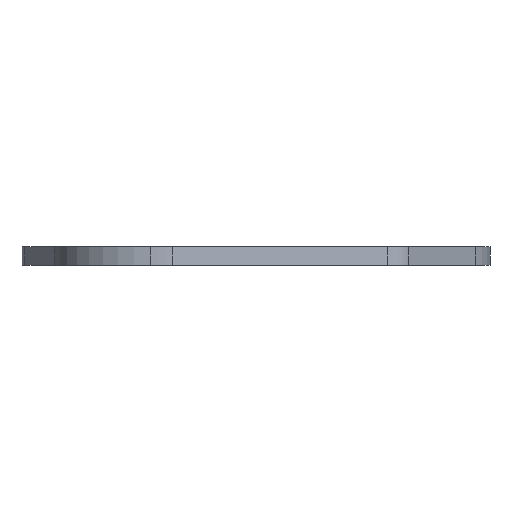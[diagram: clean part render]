
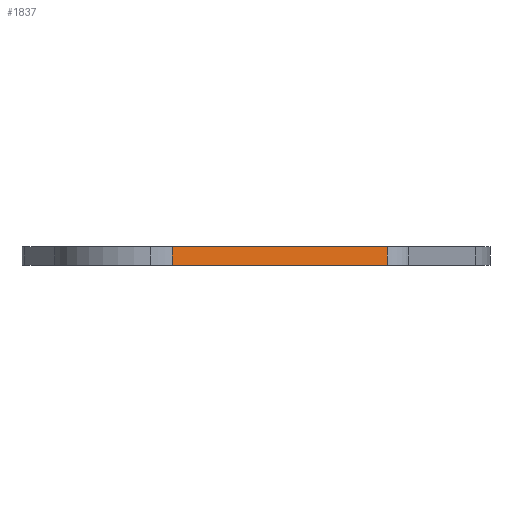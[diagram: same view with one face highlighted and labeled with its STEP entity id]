
A CAD part, left-side view. The second image highlights one B-rep face of the part: STEP entity #1837.
In plain terms, the highlighted planar face has unit normal (-0.976, -0.219, 0).
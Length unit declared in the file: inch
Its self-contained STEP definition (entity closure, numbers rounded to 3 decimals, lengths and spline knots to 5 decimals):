
#23 = DIRECTION ( 'NONE',  ( 0., 0., -1. ) ) ;
#159 = VECTOR ( 'NONE', #23, 39.37008 ) ;
#287 = VERTEX_POINT ( 'NONE', #2321 ) ;
#361 = VERTEX_POINT ( 'NONE', #8906 ) ;
#768 = PLANE ( 'NONE',  #1678 ) ;
#831 = CARTESIAN_POINT ( 'NONE',  ( -3.06118, 2.7306, 0.12 ) ) ;
#1024 = CARTESIAN_POINT ( 'NONE',  ( -2.42688, -0.0958, 0.12 ) ) ;
#1516 = EDGE_LOOP ( 'NONE', ( #2834, #3055, #2895, #1594 ) ) ;
#1594 = ORIENTED_EDGE ( 'NONE', *, *, #7243, .T. ) ;
#1678 = AXIS2_PLACEMENT_3D ( 'NONE', #4293, #7950, #2879 ) ;
#1837 = ADVANCED_FACE ( 'NONE', ( #8165 ), #768, .F. ) ;
#2321 = CARTESIAN_POINT ( 'NONE',  ( -2.42688, -0.0958, -0.12 ) ) ;
#2606 = DIRECTION ( 'NONE',  ( 0.219, -0.976, 0. ) ) ;
#2814 = CARTESIAN_POINT ( 'NONE',  ( -2.42688, -0.0958, 0.12 ) ) ;
#2834 = ORIENTED_EDGE ( 'NONE', *, *, #5224, .T. ) ;
#2879 = DIRECTION ( 'NONE',  ( -0.219, 0.976, 0. ) ) ;
#2895 = ORIENTED_EDGE ( 'NONE', *, *, #5761, .F. ) ;
#3055 = ORIENTED_EDGE ( 'NONE', *, *, #4404, .F. ) ;
#3676 = VERTEX_POINT ( 'NONE', #1024 ) ;
#4007 = VECTOR ( 'NONE', #2606, 39.37008 ) ;
#4293 = CARTESIAN_POINT ( 'NONE',  ( -2.33098, -0.52312, 0.12 ) ) ;
#4404 = EDGE_CURVE ( 'NONE', #3676, #287, #7620, .T. ) ;
#4463 = LINE ( 'NONE', #7619, #8254 ) ;
#4924 = DIRECTION ( 'NONE',  ( 0., 0., -1. ) ) ;
#5224 = EDGE_CURVE ( 'NONE', #361, #287, #5935, .T. ) ;
#5362 = CARTESIAN_POINT ( 'NONE',  ( -3.06118, 2.7306, 0.12 ) ) ;
#5446 = LINE ( 'NONE', #831, #159 ) ;
#5761 = EDGE_CURVE ( 'NONE', #6104, #3676, #4463, .T. ) ;
#5935 = LINE ( 'NONE', #6195, #4007 ) ;
#6104 = VERTEX_POINT ( 'NONE', #5362 ) ;
#6195 = CARTESIAN_POINT ( 'NONE',  ( -2.33098, -0.52312, -0.12 ) ) ;
#7032 = DIRECTION ( 'NONE',  ( 0.219, -0.976, 0. ) ) ;
#7243 = EDGE_CURVE ( 'NONE', #6104, #361, #5446, .T. ) ;
#7619 = CARTESIAN_POINT ( 'NONE',  ( -2.33098, -0.52312, 0.12 ) ) ;
#7620 = LINE ( 'NONE', #2814, #8065 ) ;
#7950 = DIRECTION ( 'NONE',  ( 0.976, 0.219, 0. ) ) ;
#8065 = VECTOR ( 'NONE', #4924, 39.37008 ) ;
#8165 = FACE_OUTER_BOUND ( 'NONE', #1516, .T. ) ;
#8254 = VECTOR ( 'NONE', #7032, 39.37008 ) ;
#8906 = CARTESIAN_POINT ( 'NONE',  ( -3.06118, 2.7306, -0.12 ) ) ;
